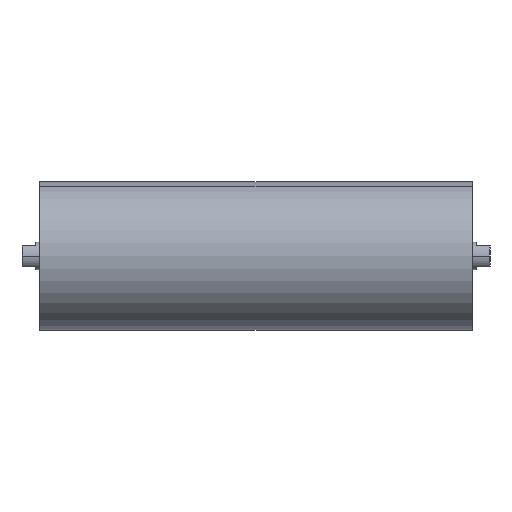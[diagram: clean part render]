
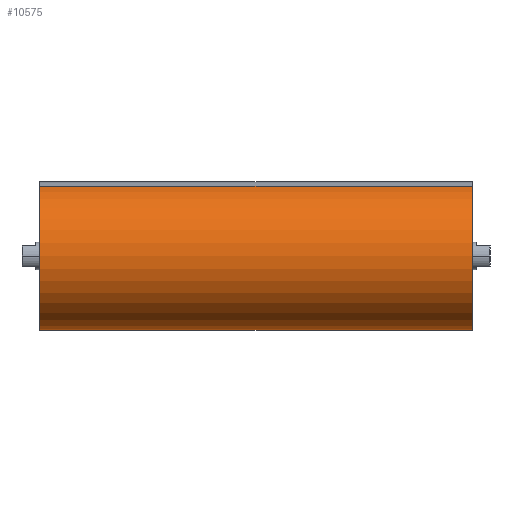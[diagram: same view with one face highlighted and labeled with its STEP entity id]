
A CAD part, front view. The second image highlights one B-rep face of the part: STEP entity #10575.
In plain terms, the highlighted cylindrical face has radius 54 mm (diameter 108 mm), a partial arc.
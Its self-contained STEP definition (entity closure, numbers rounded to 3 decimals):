
#2 = DIRECTION ( 'NONE',  ( 1., 0., 0. ) ) ;
#154 = CARTESIAN_POINT ( 'NONE',  ( 0., 0., 0. ) ) ;
#577 = CARTESIAN_POINT ( 'NONE',  ( 315., -18.283, 50.811 ) ) ;
#1227 = CARTESIAN_POINT ( 'NONE',  ( 0., -18.283, 50.811 ) ) ;
#1503 = DIRECTION ( 'NONE',  ( 0., -0.339, 0.941 ) ) ;
#2430 = AXIS2_PLACEMENT_3D ( 'NONE', #13969, #15692, #5249 ) ;
#3058 = VERTEX_POINT ( 'NONE', #20823 ) ;
#4148 = ORIENTED_EDGE ( 'NONE', *, *, #17946, .T. ) ;
#4725 = EDGE_CURVE ( 'NONE', #9093, #10192, #20346, .T. ) ;
#4957 = EDGE_CURVE ( 'NONE', #3058, #10192, #6199, .T. ) ;
#5249 = DIRECTION ( 'NONE',  ( 0., 0.339, -0.941 ) ) ;
#6199 = LINE ( 'NONE', #14887, #9211 ) ;
#6223 = EDGE_LOOP ( 'NONE', ( #10287, #19891, #4148, #14917 ) ) ;
#7073 = CYLINDRICAL_SURFACE ( 'NONE', #8842, 54. ) ;
#7342 = FACE_OUTER_BOUND ( 'NONE', #6223, .T. ) ;
#7672 = EDGE_CURVE ( 'NONE', #21003, #3058, #12669, .T. ) ;
#8207 = CARTESIAN_POINT ( 'NONE',  ( 315., -18.283, 50.811 ) ) ;
#8842 = AXIS2_PLACEMENT_3D ( 'NONE', #16870, #20354, #1503 ) ;
#9093 = VERTEX_POINT ( 'NONE', #1227 ) ;
#9211 = VECTOR ( 'NONE', #16729, 1000. ) ;
#10192 = VERTEX_POINT ( 'NONE', #13925 ) ;
#10287 = ORIENTED_EDGE ( 'NONE', *, *, #4957, .F. ) ;
#10575 = ADVANCED_FACE ( 'NONE', ( #7342 ), #7073, .T. ) ;
#12597 = DIRECTION ( 'NONE',  ( -1., 0., 0. ) ) ;
#12669 = CIRCLE ( 'NONE', #2430, 54. ) ;
#13051 = LINE ( 'NONE', #577, #20651 ) ;
#13739 = DIRECTION ( 'NONE',  ( 0., 0.339, -0.941 ) ) ;
#13925 = CARTESIAN_POINT ( 'NONE',  ( 0., 18.283, -50.811 ) ) ;
#13969 = CARTESIAN_POINT ( 'NONE',  ( 315., 0., 0. ) ) ;
#14887 = CARTESIAN_POINT ( 'NONE',  ( 315., 18.283, -50.811 ) ) ;
#14917 = ORIENTED_EDGE ( 'NONE', *, *, #4725, .T. ) ;
#15692 = DIRECTION ( 'NONE',  ( 1., 0., 0. ) ) ;
#16488 = AXIS2_PLACEMENT_3D ( 'NONE', #154, #2, #13739 ) ;
#16729 = DIRECTION ( 'NONE',  ( -1., 0., 0. ) ) ;
#16870 = CARTESIAN_POINT ( 'NONE',  ( 315., 0., 0. ) ) ;
#17946 = EDGE_CURVE ( 'NONE', #21003, #9093, #13051, .T. ) ;
#19891 = ORIENTED_EDGE ( 'NONE', *, *, #7672, .F. ) ;
#20346 = CIRCLE ( 'NONE', #16488, 54. ) ;
#20354 = DIRECTION ( 'NONE',  ( -1., 0., 0. ) ) ;
#20651 = VECTOR ( 'NONE', #12597, 1000. ) ;
#20823 = CARTESIAN_POINT ( 'NONE',  ( 315., 18.283, -50.811 ) ) ;
#21003 = VERTEX_POINT ( 'NONE', #8207 ) ;
